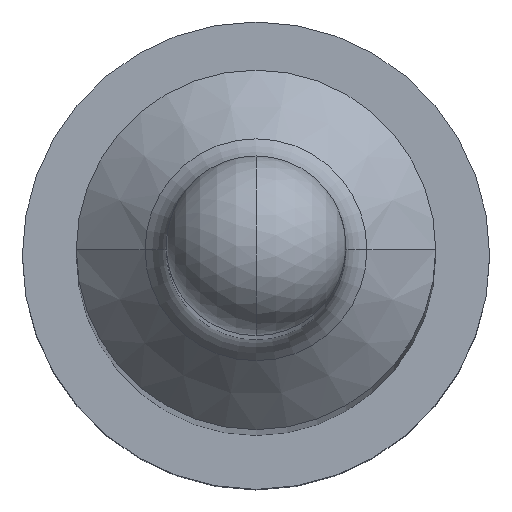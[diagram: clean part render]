
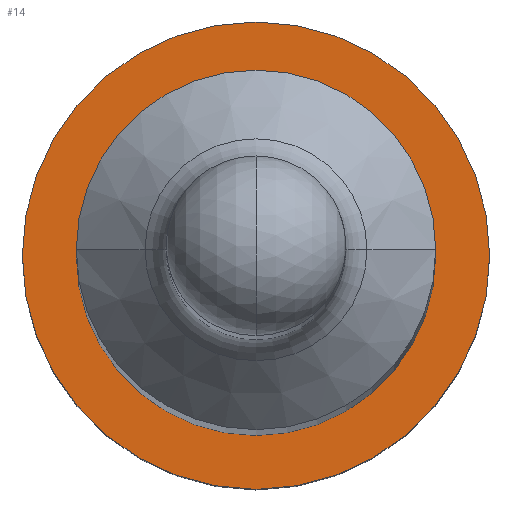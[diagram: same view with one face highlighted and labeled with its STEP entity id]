
A CAD part, top view. The second image highlights one B-rep face of the part: STEP entity #14.
In plain terms, the highlighted planar face has unit normal (0, 0, 1).
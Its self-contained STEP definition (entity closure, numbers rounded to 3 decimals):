
#14 = ADVANCED_FACE ( 'NONE', ( #62, #361 ), #195, .F. ) ;
#24 = ORIENTED_EDGE ( 'NONE', *, *, #236, .F. ) ;
#25 = AXIS2_PLACEMENT_3D ( 'NONE', #239, #82, #313 ) ;
#29 = ORIENTED_EDGE ( 'NONE', *, *, #76, .T. ) ;
#41 = VERTEX_POINT ( 'NONE', #261 ) ;
#48 = EDGE_CURVE ( 'NONE', #376, #163, #227, .T. ) ;
#51 = CARTESIAN_POINT ( 'NONE',  ( -0.65, 0., 1. ) ) ;
#54 = DIRECTION ( 'NONE',  ( 1., 0., 0. ) ) ;
#62 = FACE_BOUND ( 'NONE', #216, .T. ) ;
#69 = ORIENTED_EDGE ( 'NONE', *, *, #135, .T. ) ;
#70 = AXIS2_PLACEMENT_3D ( 'NONE', #237, #400, #308 ) ;
#76 = EDGE_CURVE ( 'NONE', #222, #41, #282, .T. ) ;
#77 = DIRECTION ( 'NONE',  ( 1., 0., 0. ) ) ;
#79 = CARTESIAN_POINT ( 'NONE',  ( 0., 0., 1. ) ) ;
#82 = DIRECTION ( 'NONE',  ( 0., 0., 1. ) ) ;
#86 = CARTESIAN_POINT ( 'NONE',  ( -0.5, 0., 1. ) ) ;
#110 = AXIS2_PLACEMENT_3D ( 'NONE', #79, #364, #77 ) ;
#123 = AXIS2_PLACEMENT_3D ( 'NONE', #142, #233, #201 ) ;
#126 = EDGE_LOOP ( 'NONE', ( #69, #29 ) ) ;
#135 = EDGE_CURVE ( 'NONE', #41, #222, #401, .T. ) ;
#142 = CARTESIAN_POINT ( 'NONE',  ( 0., 0.65, 1. ) ) ;
#163 = VERTEX_POINT ( 'NONE', #86 ) ;
#195 = PLANE ( 'NONE',  #123 ) ;
#201 = DIRECTION ( 'NONE',  ( -1., 0., 0. ) ) ;
#215 = CARTESIAN_POINT ( 'NONE',  ( 0., 0., 1. ) ) ;
#216 = EDGE_LOOP ( 'NONE', ( #385, #24 ) ) ;
#222 = VERTEX_POINT ( 'NONE', #51 ) ;
#225 = AXIS2_PLACEMENT_3D ( 'NONE', #215, #244, #54 ) ;
#227 = CIRCLE ( 'NONE', #70, 0.5 ) ;
#233 = DIRECTION ( 'NONE',  ( 0., 0., -1. ) ) ;
#236 = EDGE_CURVE ( 'NONE', #163, #376, #323, .T. ) ;
#237 = CARTESIAN_POINT ( 'NONE',  ( 0., 0., 1. ) ) ;
#239 = CARTESIAN_POINT ( 'NONE',  ( 0., 0., 1. ) ) ;
#244 = DIRECTION ( 'NONE',  ( 0., 0., 1. ) ) ;
#261 = CARTESIAN_POINT ( 'NONE',  ( 0.65, 0., 1. ) ) ;
#282 = CIRCLE ( 'NONE', #110, 0.65 ) ;
#308 = DIRECTION ( 'NONE',  ( 1., 0., 0. ) ) ;
#313 = DIRECTION ( 'NONE',  ( 1., 0., 0. ) ) ;
#323 = CIRCLE ( 'NONE', #225, 0.5 ) ;
#326 = CARTESIAN_POINT ( 'NONE',  ( 0.5, 0., 1. ) ) ;
#361 = FACE_OUTER_BOUND ( 'NONE', #126, .T. ) ;
#364 = DIRECTION ( 'NONE',  ( 0., 0., 1. ) ) ;
#376 = VERTEX_POINT ( 'NONE', #326 ) ;
#385 = ORIENTED_EDGE ( 'NONE', *, *, #48, .F. ) ;
#400 = DIRECTION ( 'NONE',  ( 0., 0., 1. ) ) ;
#401 = CIRCLE ( 'NONE', #25, 0.65 ) ;
